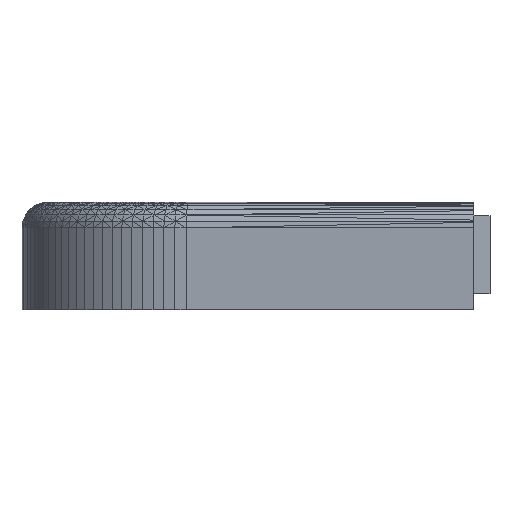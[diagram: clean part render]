
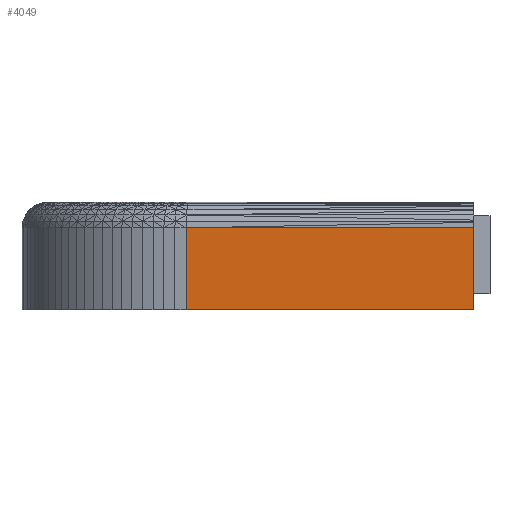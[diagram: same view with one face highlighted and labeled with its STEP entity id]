
A CAD part, front view. The second image highlights one B-rep face of the part: STEP entity #4049.
In plain terms, the highlighted planar face has unit normal (-0.108, -0.994, 0).
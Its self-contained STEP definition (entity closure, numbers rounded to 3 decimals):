
#1043 = PLANE('',#1044);
#1044 = AXIS2_PLACEMENT_3D('',#1045,#1046,#1047);
#1045 = CARTESIAN_POINT('',(-28.5,-90.,167.5));
#1046 = DIRECTION('',(1.,0.,0.));
#1047 = DIRECTION('',(0.,0.,1.));
#1328 = EDGE_CURVE('',#1329,#1331,#1333,.T.);
#1329 = VERTEX_POINT('',#1330);
#1330 = CARTESIAN_POINT('',(-28.5,-67.308,167.5));
#1331 = VERTEX_POINT('',#1332);
#1332 = CARTESIAN_POINT('',(-28.5,-67.308,193.));
#1333 = SURFACE_CURVE('',#1334,(#1338,#1344),.PCURVE_S1.);
#1334 = LINE('',#1335,#1336);
#1335 = CARTESIAN_POINT('',(-28.5,-67.308,167.25));
#1336 = VECTOR('',#1337,1.);
#1337 = DIRECTION('',(0.,0.,1.));
#1338 = PCURVE('',#1043,#1339);
#1339 = DEFINITIONAL_REPRESENTATION('',(#1340),#1343);
#1340 = B_SPLINE_CURVE_WITH_KNOTS('',1,(#1341,#1342),.UNSPECIFIED.,.F.,
  .F.,(2,2),(-17.75,30.95),.PIECEWISE_BEZIER_KNOTS.);
#1341 = CARTESIAN_POINT('',(-18.,-22.692));
#1342 = CARTESIAN_POINT('',(30.7,-22.692));
#1343 = ( GEOMETRIC_REPRESENTATION_CONTEXT(2) 
PARAMETRIC_REPRESENTATION_CONTEXT() REPRESENTATION_CONTEXT('2D SPACE',''
  ) );
#1344 = PCURVE('',#1345,#1350);
#1345 = PLANE('',#1346);
#1346 = AXIS2_PLACEMENT_3D('',#1347,#1348,#1349);
#1347 = CARTESIAN_POINT('',(-63.214,-63.533,167.));
#1348 = DIRECTION('',(-0.108,-0.994,0.)
  );
#1349 = DIRECTION('',(-0.994,0.108,0.)
  );
#1350 = DEFINITIONAL_REPRESENTATION('',(#1351),#1354);
#1351 = B_SPLINE_CURVE_WITH_KNOTS('',1,(#1352,#1353),.UNSPECIFIED.,.F.,
  .F.,(2,2),(-17.75,30.95),.PIECEWISE_BEZIER_KNOTS.);
#1352 = CARTESIAN_POINT('',(-34.919,17.5));
#1353 = CARTESIAN_POINT('',(-34.919,-31.2));
#1354 = ( GEOMETRIC_REPRESENTATION_CONTEXT(2) 
PARAMETRIC_REPRESENTATION_CONTEXT() REPRESENTATION_CONTEXT('2D SPACE',''
  ) );
#1372 = PLANE('',#1373);
#1373 = AXIS2_PLACEMENT_3D('',#1374,#1375,#1376);
#1374 = CARTESIAN_POINT('',(-308.5,-90.,167.5));
#1375 = DIRECTION('',(0.,0.,1.));
#1376 = DIRECTION('',(1.,0.,0.));
#2341 = PLANE('',#2342);
#2342 = AXIS2_PLACEMENT_3D('',#2343,#2344,#2345);
#2343 = CARTESIAN_POINT('',(-62.692,-63.521,
    193.523));
#2344 = DIRECTION('',(0.107,0.986,-0.13));
#2345 = DIRECTION('',(0.,0.131,0.991)
  );
#4049 = ADVANCED_FACE('',(#4050),#1345,.T.);
#4050 = FACE_BOUND('',#4051,.T.);
#4051 = EDGE_LOOP('',(#4052,#4082,#4101,#4102));
#4052 = ORIENTED_EDGE('',*,*,#4053,.F.);
#4053 = EDGE_CURVE('',#4054,#4056,#4058,.T.);
#4054 = VERTEX_POINT('',#4055);
#4055 = CARTESIAN_POINT('',(-117.991,-57.577,167.5));
#4056 = VERTEX_POINT('',#4057);
#4057 = CARTESIAN_POINT('',(-117.991,-57.577,193.));
#4058 = SURFACE_CURVE('',#4059,(#4063,#4070),.PCURVE_S1.);
#4059 = LINE('',#4060,#4061);
#4060 = CARTESIAN_POINT('',(-117.991,-57.577,141.));
#4061 = VECTOR('',#4062,1.);
#4062 = DIRECTION('',(0.,0.,1.));
#4063 = PCURVE('',#1345,#4064);
#4064 = DEFINITIONAL_REPRESENTATION('',(#4065),#4069);
#4065 = LINE('',#4066,#4067);
#4066 = CARTESIAN_POINT('',(55.1,26.));
#4067 = VECTOR('',#4068,1.);
#4068 = DIRECTION('',(0.,-1.));
#4069 = ( GEOMETRIC_REPRESENTATION_CONTEXT(2) 
PARAMETRIC_REPRESENTATION_CONTEXT() REPRESENTATION_CONTEXT('2D SPACE',''
  ) );
#4070 = PCURVE('',#4071,#4076);
#4071 = PLANE('',#4072);
#4072 = AXIS2_PLACEMENT_3D('',#4073,#4074,#4075);
#4073 = CARTESIAN_POINT('',(-117.991,-57.577,141.));
#4074 = DIRECTION('',(-0.15,-0.989,0.));
#4075 = DIRECTION('',(-0.989,0.15,0.));
#4076 = DEFINITIONAL_REPRESENTATION('',(#4077),#4081);
#4077 = LINE('',#4078,#4079);
#4078 = CARTESIAN_POINT('',(0.,0.));
#4079 = VECTOR('',#4080,1.);
#4080 = DIRECTION('',(0.,-1.));
#4081 = ( GEOMETRIC_REPRESENTATION_CONTEXT(2) 
PARAMETRIC_REPRESENTATION_CONTEXT() REPRESENTATION_CONTEXT('2D SPACE',''
  ) );
#4082 = ORIENTED_EDGE('',*,*,#4083,.F.);
#4083 = EDGE_CURVE('',#1329,#4054,#4084,.T.);
#4084 = SURFACE_CURVE('',#4085,(#4089,#4095),.PCURVE_S1.);
#4085 = LINE('',#4086,#4087);
#4086 = CARTESIAN_POINT('',(-183.002,-50.508,167.5));
#4087 = VECTOR('',#4088,1.);
#4088 = DIRECTION('',(-0.994,0.108,0.));
#4089 = PCURVE('',#1345,#4090);
#4090 = DEFINITIONAL_REPRESENTATION('',(#4091),#4094);
#4091 = B_SPLINE_CURVE_WITH_KNOTS('',1,(#4092,#4093),.UNSPECIFIED.,.F.,
  .F.,(2,2),(-183.578,-54.374),.PIECEWISE_BEZIER_KNOTS.);
#4092 = CARTESIAN_POINT('',(-63.084,-0.5));
#4093 = CARTESIAN_POINT('',(66.12,-0.5));
#4094 = ( GEOMETRIC_REPRESENTATION_CONTEXT(2) 
PARAMETRIC_REPRESENTATION_CONTEXT() REPRESENTATION_CONTEXT('2D SPACE',''
  ) );
#4095 = PCURVE('',#1372,#4096);
#4096 = DEFINITIONAL_REPRESENTATION('',(#4097),#4100);
#4097 = B_SPLINE_CURVE_WITH_KNOTS('',1,(#4098,#4099),.UNSPECIFIED.,.F.,
  .F.,(2,2),(-183.578,-54.374),.PIECEWISE_BEZIER_KNOTS.);
#4098 = CARTESIAN_POINT('',(308.,19.647));
#4099 = CARTESIAN_POINT('',(179.554,33.614));
#4100 = ( GEOMETRIC_REPRESENTATION_CONTEXT(2) 
PARAMETRIC_REPRESENTATION_CONTEXT() REPRESENTATION_CONTEXT('2D SPACE',''
  ) );
#4101 = ORIENTED_EDGE('',*,*,#1328,.T.);
#4102 = ORIENTED_EDGE('',*,*,#4103,.T.);
#4103 = EDGE_CURVE('',#1331,#4056,#4104,.T.);
#4104 = SURFACE_CURVE('',#4105,(#4109,#4116),.PCURVE_S1.);
#4105 = LINE('',#4106,#4107);
#4106 = CARTESIAN_POINT('',(-8.438,-69.49,193.));
#4107 = VECTOR('',#4108,1.);
#4108 = DIRECTION('',(-0.994,0.108,0.));
#4109 = PCURVE('',#1345,#4110);
#4110 = DEFINITIONAL_REPRESENTATION('',(#4111),#4115);
#4111 = LINE('',#4112,#4113);
#4112 = CARTESIAN_POINT('',(-55.1,-26.));
#4113 = VECTOR('',#4114,1.);
#4114 = DIRECTION('',(1.,0.));
#4115 = ( GEOMETRIC_REPRESENTATION_CONTEXT(2) 
PARAMETRIC_REPRESENTATION_CONTEXT() REPRESENTATION_CONTEXT('2D SPACE',''
  ) );
#4116 = PCURVE('',#2341,#4117);
#4117 = DEFINITIONAL_REPRESENTATION('',(#4118),#4121);
#4118 = B_SPLINE_CURVE_WITH_KNOTS('',1,(#4119,#4120),.UNSPECIFIED.,.F.,
  .F.,(2,2),(0.,110.199),.PIECEWISE_BEZIER_KNOTS.);
#4119 = CARTESIAN_POINT('',(-1.301,54.569));
#4120 = CARTESIAN_POINT('',(0.262,-55.62));
#4121 = ( GEOMETRIC_REPRESENTATION_CONTEXT(2) 
PARAMETRIC_REPRESENTATION_CONTEXT() REPRESENTATION_CONTEXT('2D SPACE',''
  ) );
